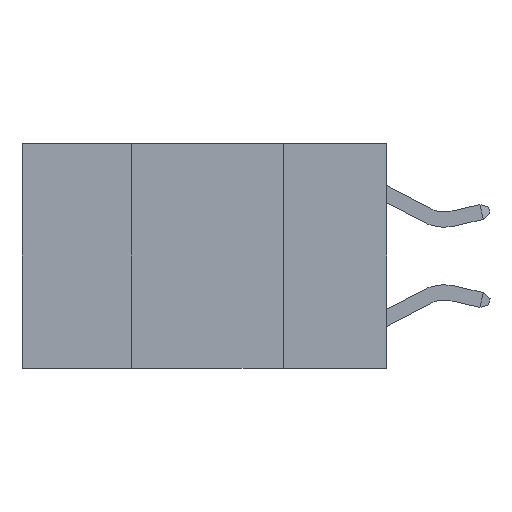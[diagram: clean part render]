
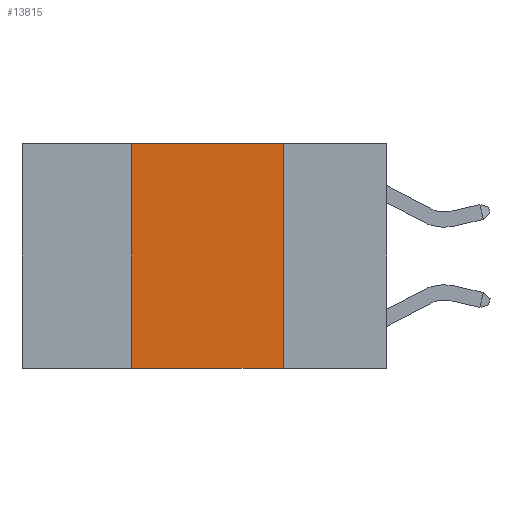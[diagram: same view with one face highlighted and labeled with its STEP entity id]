
A CAD part, left-side view. The second image highlights one B-rep face of the part: STEP entity #13815.
In plain terms, the highlighted planar face has unit normal (-1, 0, 0).
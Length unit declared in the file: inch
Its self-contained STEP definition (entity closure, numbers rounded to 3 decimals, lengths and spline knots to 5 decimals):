
#269 = EDGE_CURVE ( 'NONE', #7819, #8520, #5957, .T. ) ;
#792 = CARTESIAN_POINT ( 'NONE',  ( 0., 0.6, 0. ) ) ;
#1064 = CARTESIAN_POINT ( 'NONE',  ( 0., 0.42, 0. ) ) ;
#1153 = VECTOR ( 'NONE', #20780, 39.37008 ) ;
#2168 = VECTOR ( 'NONE', #2846, 39.37008 ) ;
#2846 = DIRECTION ( 'NONE',  ( 0., 0., 1. ) ) ;
#3504 = EDGE_CURVE ( 'NONE', #13652, #7819, #20293, .T. ) ;
#3536 = FACE_OUTER_BOUND ( 'NONE', #21117, .T. ) ;
#3605 = EDGE_CURVE ( 'NONE', #13652, #18093, #5015, .T. ) ;
#4389 = DIRECTION ( 'NONE',  ( 0., 0., -1. ) ) ;
#4998 = VECTOR ( 'NONE', #4389, 39.37008 ) ;
#5015 = LINE ( 'NONE', #6775, #12794 ) ;
#5115 = ORIENTED_EDGE ( 'NONE', *, *, #3605, .T. ) ;
#5957 = LINE ( 'NONE', #6777, #1153 ) ;
#6227 = DIRECTION ( 'NONE',  ( 1., 0., 0. ) ) ;
#6746 = CARTESIAN_POINT ( 'NONE',  ( 0., 0.17, -0.37 ) ) ;
#6775 = CARTESIAN_POINT ( 'NONE',  ( 0., 0.6, -0.37 ) ) ;
#6777 = CARTESIAN_POINT ( 'NONE',  ( 0., 0.6, 0. ) ) ;
#7476 = CARTESIAN_POINT ( 'NONE',  ( 0., 0.42, 0. ) ) ;
#7819 = VERTEX_POINT ( 'NONE', #7476 ) ;
#8520 = VERTEX_POINT ( 'NONE', #14595 ) ;
#10087 = ORIENTED_EDGE ( 'NONE', *, *, #269, .F. ) ;
#10591 = ORIENTED_EDGE ( 'NONE', *, *, #3504, .F. ) ;
#10890 = EDGE_CURVE ( 'NONE', #8520, #18093, #14300, .T. ) ;
#12794 = VECTOR ( 'NONE', #14851, 39.37008 ) ;
#13652 = VERTEX_POINT ( 'NONE', #13686 ) ;
#13686 = CARTESIAN_POINT ( 'NONE',  ( 0., 0.42, -0.37 ) ) ;
#13815 = ADVANCED_FACE ( 'NONE', ( #3536 ), #15905, .F. ) ;
#14300 = LINE ( 'NONE', #14315, #4998 ) ;
#14315 = CARTESIAN_POINT ( 'NONE',  ( 0., 0.17, 0. ) ) ;
#14595 = CARTESIAN_POINT ( 'NONE',  ( 0., 0.17, 0. ) ) ;
#14851 = DIRECTION ( 'NONE',  ( 0., -1., 0. ) ) ;
#15905 = PLANE ( 'NONE',  #19921 ) ;
#17559 = DIRECTION ( 'NONE',  ( 0., 0., -1. ) ) ;
#18093 = VERTEX_POINT ( 'NONE', #6746 ) ;
#19921 = AXIS2_PLACEMENT_3D ( 'NONE', #792, #6227, #17559 ) ;
#20293 = LINE ( 'NONE', #1064, #2168 ) ;
#20780 = DIRECTION ( 'NONE',  ( 0., -1., 0. ) ) ;
#21117 = EDGE_LOOP ( 'NONE', ( #21142, #10087, #10591, #5115 ) ) ;
#21142 = ORIENTED_EDGE ( 'NONE', *, *, #10890, .F. ) ;
